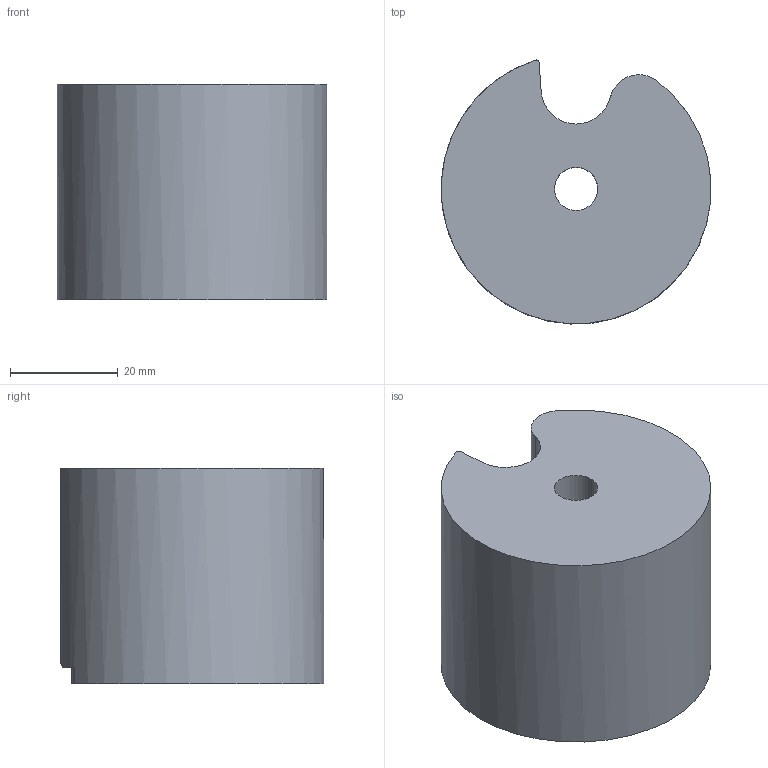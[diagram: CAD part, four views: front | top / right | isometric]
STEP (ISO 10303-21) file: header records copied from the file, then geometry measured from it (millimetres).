
FILE_DESCRIPTION((''),'2;1');
FILE_NAME('CAME','2019-10-23T',('ygill'),(''),'CREO PARAMETRIC BY PTC INC, 2016260','CREO PARAMETRIC BY PTC INC, 2016260','');
FILE_SCHEMA(('CONFIG_CONTROL_DESIGN'));
Length unit declared in the file: millimetre
Products named in the file (1): CAME
Bounding box: 49.94 x 48.84 x 40 mm (x, y, z)
Volume: 69672.4 mm3; surface area: 11230.9 mm2
Topology: 1 solids, 1 shells, 18 faces, 47 edges, 31 vertices
Faces by surface type: cylinder 9, plane 8, cone 1
Entity records: 615 total; most frequent: CARTESIAN_POINT 114, DIRECTION 99, ORIENTED_EDGE 94, EDGE_CURVE 47, AXIS2_PLACEMENT_3D 38, VERTEX_POINT 31, VECTOR 23, LINE 23
